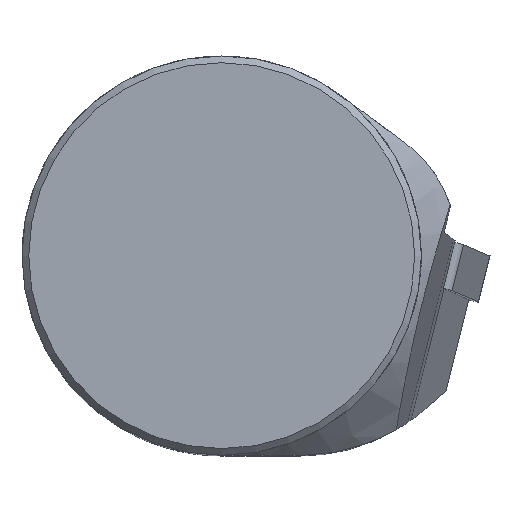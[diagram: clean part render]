
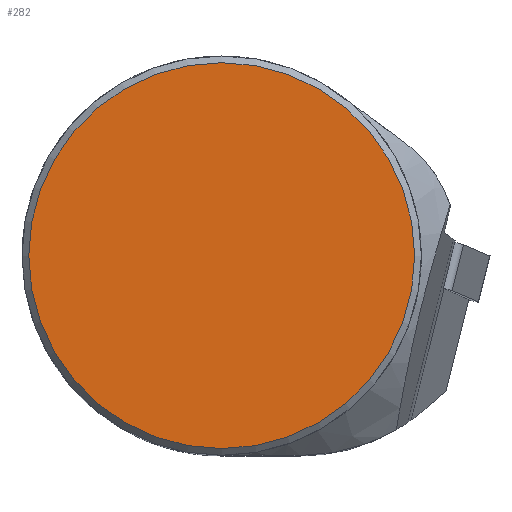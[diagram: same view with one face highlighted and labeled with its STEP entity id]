
A CAD part, top view. The second image highlights one B-rep face of the part: STEP entity #282.
In plain terms, the highlighted planar face has unit normal (0, 0, 1).
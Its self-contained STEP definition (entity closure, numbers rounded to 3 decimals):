
#183=FACE_OUTER_BOUND('',#431,.T.);
#282=ADVANCED_FACE('',(#183),#350,.T.);
#350=PLANE('',#1668);
#431=EDGE_LOOP('',(#719));
#502=CIRCLE('',#1632,19.325);
#719=ORIENTED_EDGE('',*,*,#1175,.T.);
#1027=VERTEX_POINT('',#2244);
#1175=EDGE_CURVE('',#1027,#1027,#502,.T.);
#1632=AXIS2_PLACEMENT_3D('',#2243,#1834,#1835);
#1668=AXIS2_PLACEMENT_3D('',#2421,#1927,#1928);
#1834=DIRECTION('',(0.,0.,1.));
#1835=DIRECTION('',(1.,0.,0.));
#1927=DIRECTION('',(0.,0.,1.));
#1928=DIRECTION('',(1.,0.,0.));
#2243=CARTESIAN_POINT('',(0.,0.,0.));
#2244=CARTESIAN_POINT('',(19.325,0.,0.));
#2421=CARTESIAN_POINT('',(0.,0.,0.));
